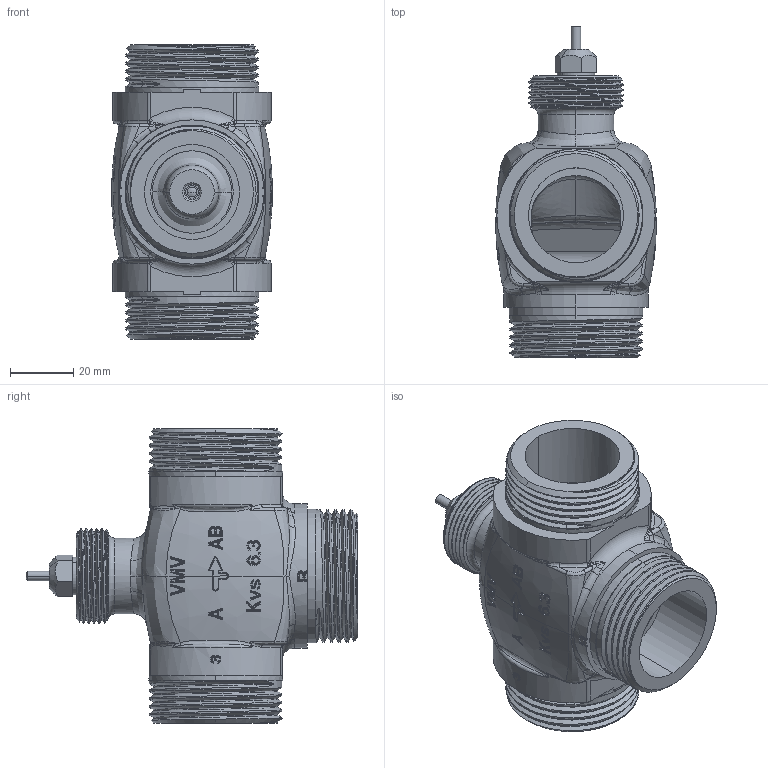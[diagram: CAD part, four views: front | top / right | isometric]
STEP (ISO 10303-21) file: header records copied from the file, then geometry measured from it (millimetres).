
FILE_DESCRIPTION((''),'2;1');
FILE_NAME('065F6025_ASM','2024-07-31T13:34:56',('U386487'),('Danfoss'),'CREO PARAMETRIC BY PTC INC, 2022124','CREO PARAMETRIC BY PTC INC, 2022124','');
FILE_SCHEMA(('CONFIG_CONTROL_DESIGN'));
Products named in the file (8): 89034440_OHISJE_VMV_DN25; D3-STUFFINGBOXHOUSE_AF0; D3-OR_AF0; D3-GREASEBOX_AF0; D3-SPRINGRINGEXTERNAL_AF0; SPINDL_FI3; 065F0201_OLD_ASM; 065F6025_ASM
Assembly tree (7 placements, depth 3):
  065F6025_ASM
    89034440_OHISJE_VMV_DN25
    065F0201_OLD_ASM
      D3-STUFFINGBOXHOUSE_AF0
      D3-OR_AF0
      D3-GREASEBOX_AF0
      D3-SPRINGRINGEXTERNAL_AF0
      SPINDL_FI3
Bounding box: 50.81 x 104.9 x 93 mm (x, y, z)
Volume: 99278.5 mm3; surface area: 44107 mm2
Topology: 6 solids, 6 shells, 2723 faces, 7304 edges, 4636 vertices
Faces by surface type: bspline 1651, plane 746, cylinder 214, torus 52, cone 33, sphere 24, extrusion 3
Entity records: 182170 total; most frequent: CARTESIAN_POINT 131459, ORIENTED_EDGE 14600, EDGE_CURVE 7300, B_SPLINE_CURVE_WITH_KNOTS 5640, VERTEX_POINT 4636, DIRECTION 4459, EDGE_LOOP 2782, FACE_OUTER_BOUND 2723
